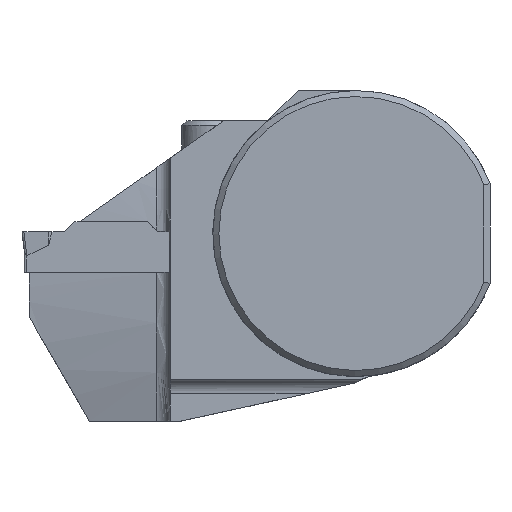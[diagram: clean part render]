
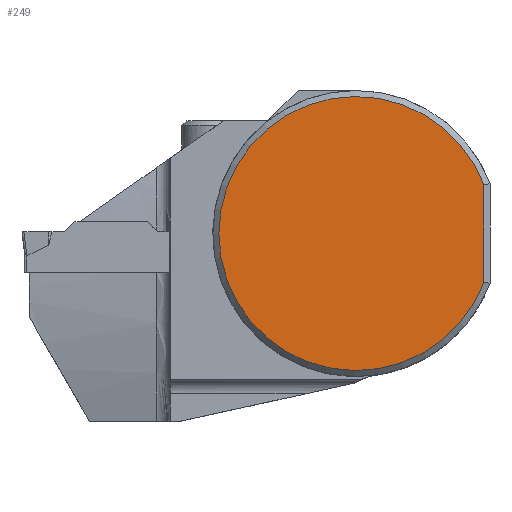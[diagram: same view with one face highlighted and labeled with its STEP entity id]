
A CAD part, top view. The second image highlights one B-rep face of the part: STEP entity #249.
In plain terms, the highlighted planar face has unit normal (0, 0, 1).
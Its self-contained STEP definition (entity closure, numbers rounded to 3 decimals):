
#186=CIRCLE('',#1830,15.325);
#249=ADVANCED_FACE('',(#383),#319,.F.);
#319=PLANE('',#1833);
#383=FACE_OUTER_BOUND('',#470,.T.);
#470=EDGE_LOOP('',(#838,#839));
#838=ORIENTED_EDGE('',*,*,#1298,.T.);
#839=ORIENTED_EDGE('',*,*,#1307,.T.);
#1096=VERTEX_POINT('',#2959);
#1097=VERTEX_POINT('',#2961);
#1298=EDGE_CURVE('',#1097,#1096,#1453,.T.);
#1307=EDGE_CURVE('',#1096,#1097,#186,.T.);
#1453=LINE('',#2960,#1587);
#1587=VECTOR('',#2182,1.);
#1830=AXIS2_PLACEMENT_3D('',#2982,#2203,#2204);
#1833=AXIS2_PLACEMENT_3D('',#2985,#2209,#2210);
#2182=DIRECTION('',(0.,1.,0.));
#2203=DIRECTION('',(0.,0.,1.));
#2204=DIRECTION('',(-1.,0.,0.));
#2209=DIRECTION('',(0.,0.,-1.));
#2210=DIRECTION('',(-1.,0.,0.));
#2959=CARTESIAN_POINT('',(14.325,5.445,0.));
#2960=CARTESIAN_POINT('',(14.325,16.,0.));
#2961=CARTESIAN_POINT('',(14.325,-5.445,0.));
#2982=CARTESIAN_POINT('',(0.,0.,0.));
#2985=CARTESIAN_POINT('',(0.,0.,0.));
